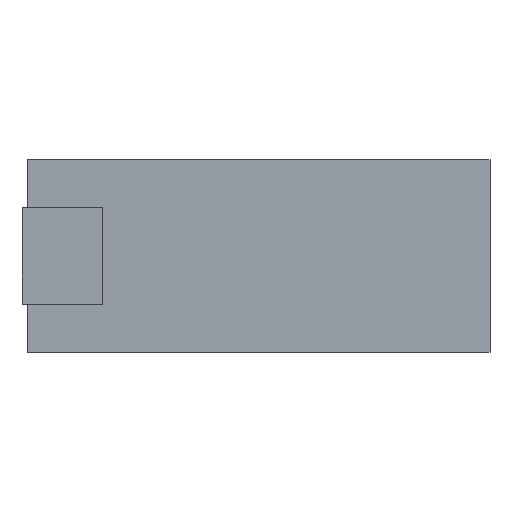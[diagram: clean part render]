
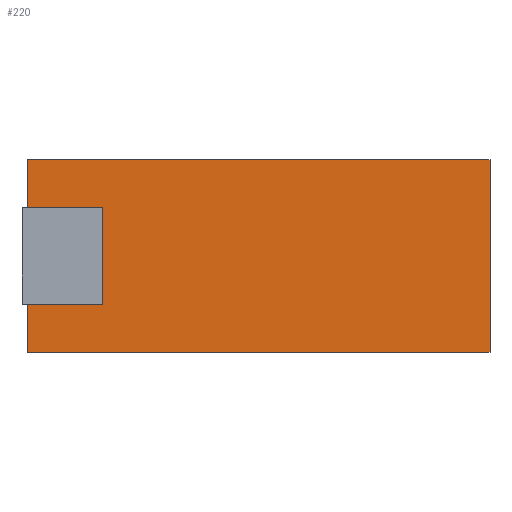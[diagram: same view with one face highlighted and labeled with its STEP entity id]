
A CAD part, top view. The second image highlights one B-rep face of the part: STEP entity #220.
In plain terms, the highlighted planar face has unit normal (0, 0, 1).
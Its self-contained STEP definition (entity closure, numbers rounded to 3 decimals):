
#24 = VERTEX_POINT('',#25);
#25 = CARTESIAN_POINT('',(0.,9.,1.5));
#31 = EDGE_CURVE('',#24,#32,#34,.T.);
#32 = VERTEX_POINT('',#33);
#33 = CARTESIAN_POINT('',(43.2,9.,1.5));
#34 = LINE('',#35,#36);
#35 = CARTESIAN_POINT('',(0.,9.,1.5));
#36 = VECTOR('',#37,1.);
#37 = DIRECTION('',(1.,0.,0.));
#64 = VERTEX_POINT('',#65);
#65 = CARTESIAN_POINT('',(0.,-9.,1.5));
#71 = EDGE_CURVE('',#64,#72,#74,.T.);
#72 = VERTEX_POINT('',#73);
#73 = CARTESIAN_POINT('',(0.,-4.5,1.5));
#74 = LINE('',#75,#76);
#75 = CARTESIAN_POINT('',(0.,-9.,1.5));
#76 = VECTOR('',#77,1.);
#77 = DIRECTION('',(0.,1.,0.));
#80 = VERTEX_POINT('',#81);
#81 = CARTESIAN_POINT('',(0.,4.5,1.5));
#87 = EDGE_CURVE('',#80,#24,#88,.T.);
#88 = LINE('',#89,#90);
#89 = CARTESIAN_POINT('',(0.,-9.,1.5));
#90 = VECTOR('',#91,1.);
#91 = DIRECTION('',(0.,1.,0.));
#109 = EDGE_CURVE('',#32,#110,#112,.T.);
#110 = VERTEX_POINT('',#111);
#111 = CARTESIAN_POINT('',(43.2,-9.,1.5));
#112 = LINE('',#113,#114);
#113 = CARTESIAN_POINT('',(43.2,9.,1.5));
#114 = VECTOR('',#115,1.);
#115 = DIRECTION('',(0.,-1.,0.));
#220 = ADVANCED_FACE('',(#221),#255,.T.);
#221 = FACE_BOUND('',#222,.T.);
#222 = EDGE_LOOP('',(#223,#224,#225,#233,#241,#247,#248,#254));
#223 = ORIENTED_EDGE('',*,*,#31,.F.);
#224 = ORIENTED_EDGE('',*,*,#87,.F.);
#225 = ORIENTED_EDGE('',*,*,#226,.T.);
#226 = EDGE_CURVE('',#80,#227,#229,.T.);
#227 = VERTEX_POINT('',#228);
#228 = CARTESIAN_POINT('',(7.,4.5,1.5));
#229 = LINE('',#230,#231);
#230 = CARTESIAN_POINT('',(-0.5,4.5,1.5));
#231 = VECTOR('',#232,1.);
#232 = DIRECTION('',(1.,0.,0.));
#233 = ORIENTED_EDGE('',*,*,#234,.T.);
#234 = EDGE_CURVE('',#227,#235,#237,.T.);
#235 = VERTEX_POINT('',#236);
#236 = CARTESIAN_POINT('',(7.,-4.5,1.5));
#237 = LINE('',#238,#239);
#238 = CARTESIAN_POINT('',(7.,4.5,1.5));
#239 = VECTOR('',#240,1.);
#240 = DIRECTION('',(0.,-1.,0.));
#241 = ORIENTED_EDGE('',*,*,#242,.T.);
#242 = EDGE_CURVE('',#235,#72,#243,.T.);
#243 = LINE('',#244,#245);
#244 = CARTESIAN_POINT('',(7.,-4.5,1.5));
#245 = VECTOR('',#246,1.);
#246 = DIRECTION('',(-1.,0.,0.));
#247 = ORIENTED_EDGE('',*,*,#71,.F.);
#248 = ORIENTED_EDGE('',*,*,#249,.F.);
#249 = EDGE_CURVE('',#110,#64,#250,.T.);
#250 = LINE('',#251,#252);
#251 = CARTESIAN_POINT('',(43.2,-9.,1.5));
#252 = VECTOR('',#253,1.);
#253 = DIRECTION('',(-1.,0.,0.));
#254 = ORIENTED_EDGE('',*,*,#109,.F.);
#255 = PLANE('',#256);
#256 = AXIS2_PLACEMENT_3D('',#257,#258,#259);
#257 = CARTESIAN_POINT('',(21.6,0.,1.5));
#258 = DIRECTION('',(0.,0.,1.));
#259 = DIRECTION('',(1.,0.,0.));
